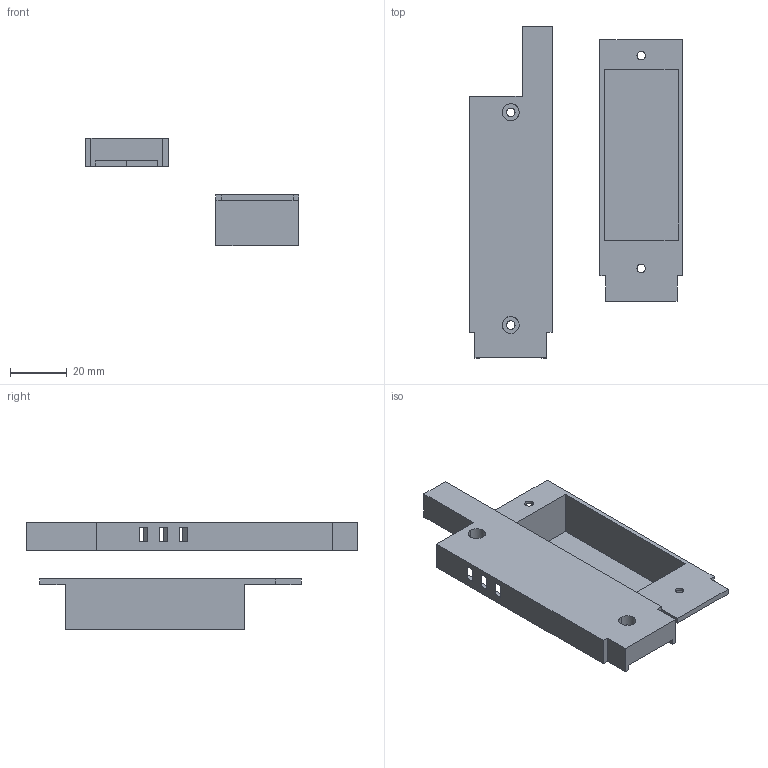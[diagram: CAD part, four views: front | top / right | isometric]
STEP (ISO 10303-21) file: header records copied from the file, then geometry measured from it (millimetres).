
FILE_DESCRIPTION(/* description */ (''),/* implementation_level */ '2;1');
FILE_NAME(/* name */ 'lora_moisture_case',/* time_stamp */ '2022-04-08T15:14:03+08:00',/* author */ (''),/* organization */ (''),/* preprocessor_version */ 'ST-DEVELOPER v14',/* originating_system */ '',/* authorisation */ '');
FILE_SCHEMA (('CONFIG_CONTROL_DESIGN'));
Length unit declared in the file: millimetre
Products named in the file (1): Document
Bounding box: 75.2 x 117 x 38 mm (x, y, z)
Volume: 21738.1 mm3; surface area: 23710.3 mm2
Topology: 2 solids, 2 shells, 95 faces, 269 edges, 177 vertices
Faces by surface type: plane 73, bspline 22
Entity records: 3169 total; most frequent: CARTESIAN_POINT 1346, ORIENTED_EDGE 538, EDGE_CURVE 269, B_SPLINE_CURVE_WITH_KNOTS 201, VERTEX_POINT 177, EDGE_LOOP 115, ADVANCED_FACE 95, FACE_OUTER_BOUND 95
